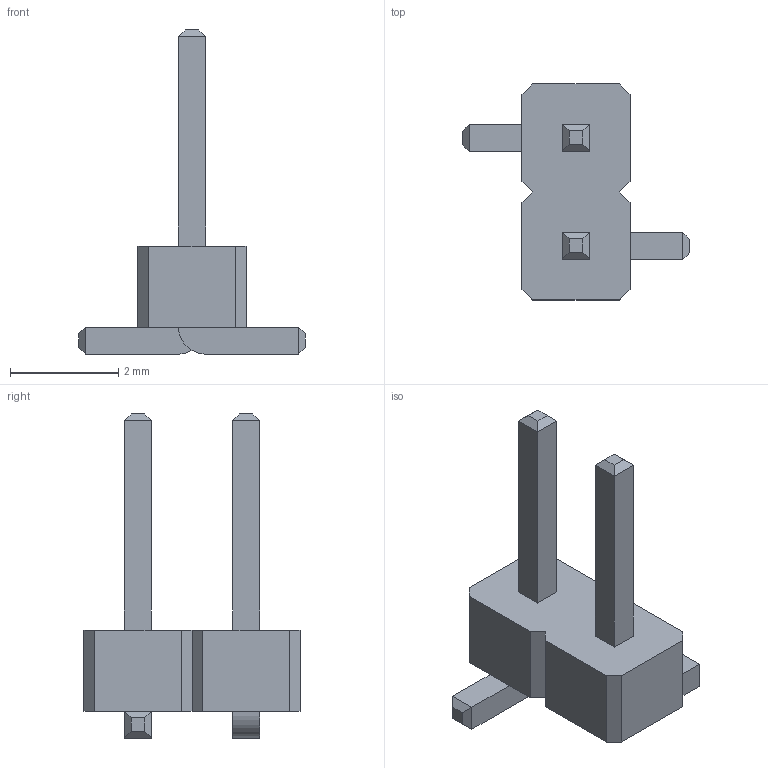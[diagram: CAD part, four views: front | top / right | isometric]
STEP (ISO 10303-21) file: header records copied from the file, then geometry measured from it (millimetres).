
FILE_DESCRIPTION(/* description */ ('model of PinHeader_1x02_P2.00mm_Vertical_SMD_Pin1Left'),/* implementation_level */ '2;1');
FILE_NAME(/* name */ 'PinHeader_1x02_P2.00mm_Vertical_SMD_Pin1Left.step',/* time_stamp */ '2017-12-10T01:07:16',/* author */ ('kicad StepUp','ksu'),/* organization */ ('FreeCAD'),/* preprocessor_version */ 'OCC',/* originating_system */ 'kicad StepUp',/* authorisation */ '');
FILE_SCHEMA(('AUTOMOTIVE_DESIGN { 1 0 10303 214 1 1 1 1 }'));
Length unit declared in the file: millimetre
Products named in the file (1): PinHeader_1x02_P200mm_Vertical_SMD_Pin1Left
Bounding box: 4.2 x 4 x 6 mm (x, y, z)
Volume: 14.8 mm3; surface area: 56.3 mm2
Topology: 1 solids, 1 shells, 54 faces, 134 edges, 84 vertices
Faces by surface type: plane 52, cylinder 2
Entity records: 1121 total; most frequent: ORIENTED_EDGE 208, CARTESIAN_POINT 159, EDGE_CURVE 134, LINE 122, VERTEX_POINT 84, FACE_BOUND 56, EDGE_LOOP 56, AXIS2_PLACEMENT_3D 54
